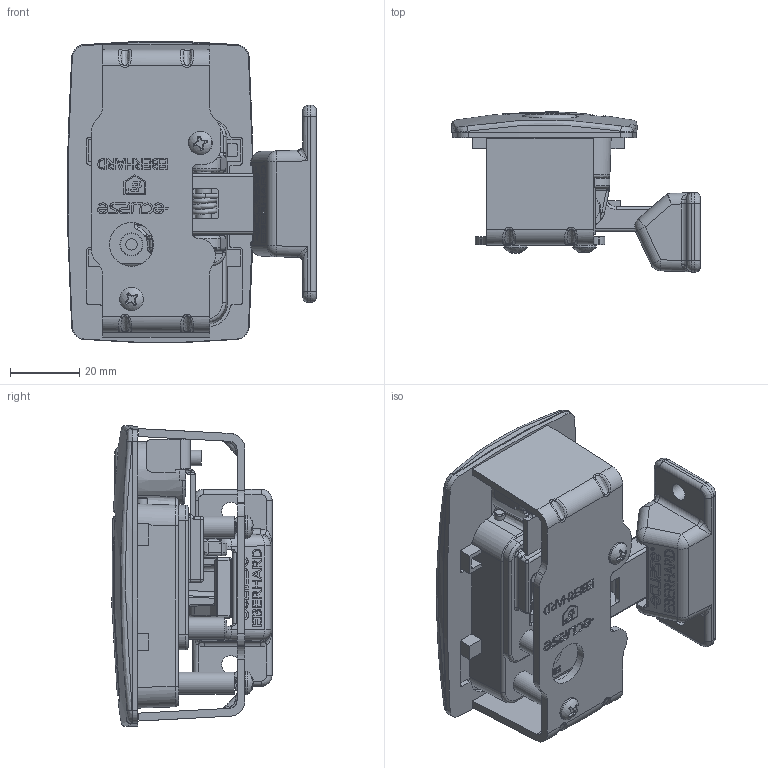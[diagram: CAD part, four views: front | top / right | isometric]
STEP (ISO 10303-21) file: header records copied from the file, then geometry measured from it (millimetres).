
FILE_DESCRIPTION(/* description */ ('ECLIPSE 2 -- PUSH LATCH, LOCKING'),/* implementation_level */ '2;1');
FILE_NAME(/* name */ 'ECL2-430-K.stp',/* time_stamp */ '2023-11-28T13:54:45-05:00',/* author */ ('dtinay'),/* organization */ (''),/* preprocessor_version */ 'ST-DEVELOPER v20',/* originating_system */ 'Autodesk Inventor 2024',/* authorisation */ '');
FILE_SCHEMA (('AUTOMOTIVE_DESIGN { 1 0 10303 214 3 1 1 }'));
Products named in the file (17): ECL2-430-K; ECL2-430-1K; ECL2-430-1K_1; INSERT_1; ECL-18X; ECL2-430-2; ECL-430-SS3X; ECL-430-SS21; ECL2-430-11; ECL-430-6; ECL-430-SS13; ECL-430-SS5; ECL-430-S12X; 16497; ECL2-130-40SS; ECL2-430-10SS; ECL-19
Assembly tree (17 placements, depth 3):
  ECL2-430-K
    ECL2-430-1K
      ECL2-430-1K_1
      INSERT_1
    ECL-18X
    ECL2-430-2
    ECL-430-SS3X
    ECL-430-SS21
    ECL2-430-11
    ECL-430-6
    ECL-430-SS13
    ECL-430-SS5
    ECL-430-S12X
    16497
    ECL2-130-40SS  x2
    ECL2-430-10SS
    ECL-19
Bounding box: 72.12 x 46.43 x 87.16 mm (x, y, z)
Volume: 65962.4 mm3; surface area: 55774.1 mm2
Topology: 27 solids, 27 shells, 2188 faces, 5788 edges, 3708 vertices
Faces by surface type: plane 1213, cylinder 545, bspline 333, torus 55, cone 21, sphere 21
Full cylindrical faces by diameter (mm): 1.016 x1, 1.397 x3, 2.653 x24, 3.175 x3, 3.264 x3, 3.277 x4, 3.409 x10, 4.166 x10, 4.572 x1, 4.623 x2, 4.724 x1, 4.75 x2, 4.826 x2, 4.851 x2, 5.156 x2, 5.715 x1, 6.401 x3, 6.502 x1, 6.54 x2, 6.667 x2, 6.858 x2, 7.112 x1, 12.7 x2, 13.462 x1, 15.875 x1, 16.256 x1
Entity records: 78476 total; most frequent: CARTESIAN_POINT 26901, ORIENTED_EDGE 11146, DIRECTION 9559, EDGE_CURVE 5573, VERTEX_POINT 3584, LINE 3383, VECTOR 3383, AXIS2_PLACEMENT_3D 3088
